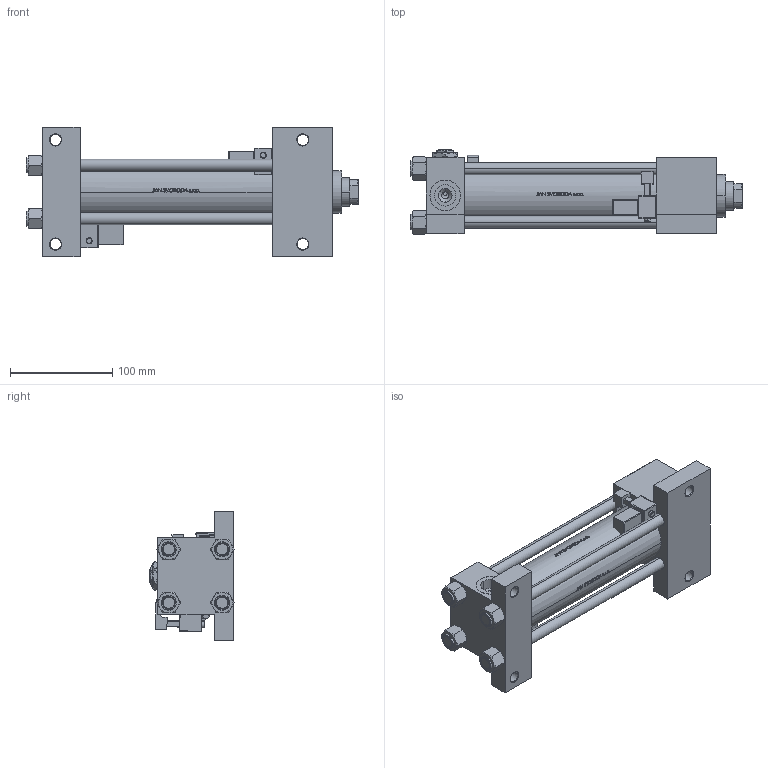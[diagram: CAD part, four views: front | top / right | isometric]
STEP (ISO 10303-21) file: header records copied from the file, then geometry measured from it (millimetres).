
FILE_DESCRIPTION (( 'STEP AP203' ), '1' );
FILE_NAME ('00e6.STEP', '2023-08-23T15:16:45', ( '' ), ( '' ), 'SwSTEP 2.0', 'SolidWorks 2019', '' );
FILE_SCHEMA (( 'CONFIG_CONTROL_DESIGN' ));
Length unit declared in the file: millimetre
Products named in the file (8): V215CR_G_Body 3d4c47c719594ae7bbcc5c4a5d88beb4; V215CR_G_TYCINKA 3d4c47c719594ae7bbcc5c4a5d88beb4; V215CR_VCP_G 3d4c47c719594ae7bbcc5c4a5d88beb4; V215CR_MSU 3d4c47c719594ae7bbcc5c4a5d88beb4; V215_VC_A 3d4c47c719594ae7bbcc5c4a5d88beb4; Zatka_pro_OIL_PORT 3d4c47c719594ae7bbcc5c4a5d88beb4; NUT_M5_G 3d4c47c719594ae7bbcc5c4a5d88beb4; 00e6
Assembly tree (15 placements, depth 2):
  00e6
    V215CR_G_Body 3d4c47c719594ae7bbcc5c4a5d88beb4
    V215CR_VCP_G 3d4c47c719594ae7bbcc5c4a5d88beb4
    V215CR_G_TYCINKA 3d4c47c719594ae7bbcc5c4a5d88beb4  x4
    NUT_M5_G 3d4c47c719594ae7bbcc5c4a5d88beb4  x4
    V215_VC_A 3d4c47c719594ae7bbcc5c4a5d88beb4
    V215CR_MSU 3d4c47c719594ae7bbcc5c4a5d88beb4  x2
    Zatka_pro_OIL_PORT 3d4c47c719594ae7bbcc5c4a5d88beb4  x2
Bounding box: 325 x 82.27 x 127 mm (x, y, z)
Volume: 1013584.4 mm3; surface area: 253641.3 mm2
Topology: 15 solids, 15 shells, 1335 faces, 3323 edges, 2089 vertices
Faces by surface type: plane 535, bspline 380, cylinder 190, cone 186, sphere 24, torus 20
Entity records: 51459 total; most frequent: CARTESIAN_POINT 26792, ORIENTED_EDGE 5564, DIRECTION 3645, EDGE_CURVE 2782, VERTEX_POINT 1791, VECTOR 1433, LINE 1433, EDGE_LOOP 1207
